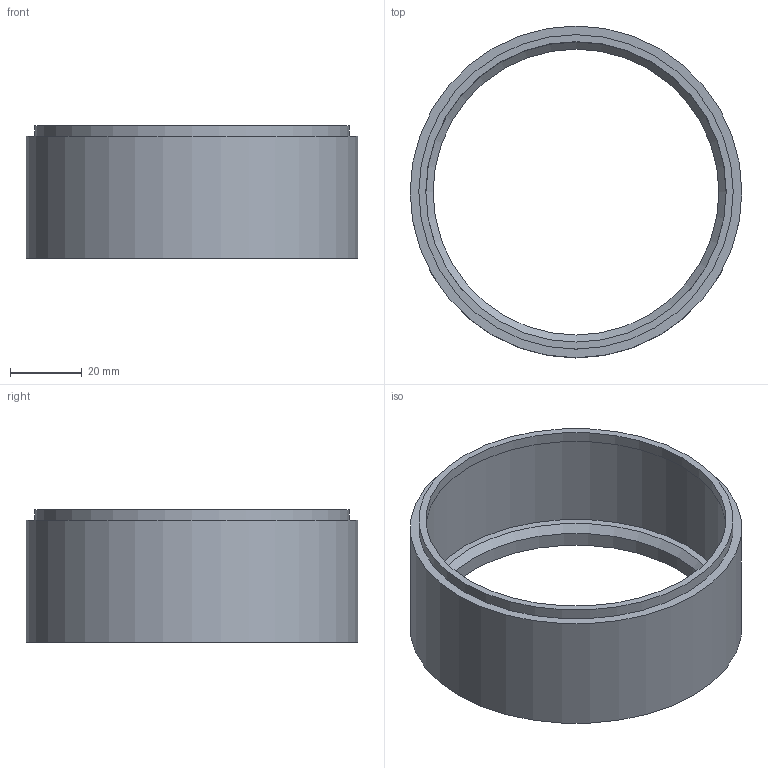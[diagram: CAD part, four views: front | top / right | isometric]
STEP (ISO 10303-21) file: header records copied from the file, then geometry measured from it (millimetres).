
FILE_DESCRIPTION(/* description */ ('','CAx-IF Rec.Pracs.---Representation and Presentation of Product Manufacturing Information (PMI)---4.0---2014-10-13'),/* implementation_level */ '2;1');
FILE_NAME(/* name */ 'chamber body.step',/* time_stamp */ '2025-02-09T09:36:42-05:00',/* author */ (''),/* organization */ (''),/* preprocessor_version */ 'ST-DEVELOPER v20',/* originating_system */ 'Autodesk Translation Framework v13.20.0.188',/* authorisation */ '');
FILE_SCHEMA (('AP242_MANAGED_MODEL_BASED_3D_ENGINEERING_MIM_LF { 1 0 10303 442 1 1 4 }'));
Length unit declared in the file: millimetre
Products named in the file (1): (Unsaved)
Bounding box: 92.5 x 92.5 x 37 mm (x, y, z)
Volume: 28567 mm3; surface area: 27086.2 mm2
Topology: 2 solids, 2 shells, 15 faces, 23 edges, 15 vertices
Faces by surface type: cylinder 7, plane 7, cone 1
Full cylindrical faces by diameter (mm): 79.7 x1, 83.75 x2, 87.65 x3, 92.5 x1
Entity records: 384 total; most frequent: DIRECTION 70, CARTESIAN_POINT 54, ORIENTED_EDGE 46, AXIS2_PLACEMENT_3D 31, EDGE_CURVE 23, EDGE_LOOP 22, FACE_OUTER_BOUND 15, CIRCLE 15
